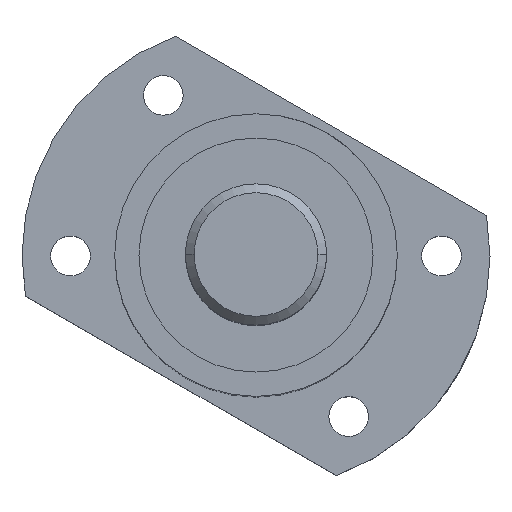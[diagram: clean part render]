
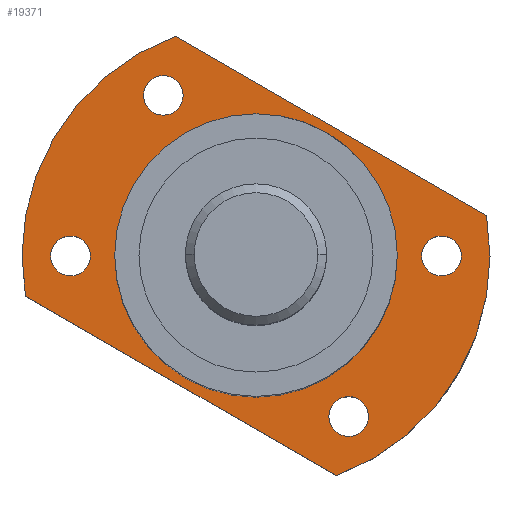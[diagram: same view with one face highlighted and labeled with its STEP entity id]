
A CAD part, top view. The second image highlights one B-rep face of the part: STEP entity #19371.
In plain terms, the highlighted planar face has unit normal (0, 0, 1).
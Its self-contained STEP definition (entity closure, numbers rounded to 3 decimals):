
#61 = EDGE_CURVE ( 'NONE', #3110, #3509, #15269, .T. ) ;
#166 = CARTESIAN_POINT ( 'NONE',  ( -16., 54.969, 132.82 ) ) ;
#344 = CARTESIAN_POINT ( 'NONE',  ( -10.5, 73.155, 132.82 ) ) ;
#424 = EDGE_LOOP ( 'NONE', ( #24156, #20767, #20259, #22122 ) ) ;
#564 = DIRECTION ( 'NONE',  ( 0.866, -0.5, 0. ) ) ;
#1177 = DIRECTION ( 'NONE',  ( 0., 0., 1. ) ) ;
#1191 = CIRCLE ( 'NONE', #22727, 26.5 ) ;
#1479 = CARTESIAN_POINT ( 'NONE',  ( 0., 54.969, 132.82 ) ) ;
#1686 = CARTESIAN_POINT ( 'NONE',  ( -21., 54.969, 132.82 ) ) ;
#1757 = EDGE_LOOP ( 'NONE', ( #13167, #18504 ) ) ;
#2639 = CARTESIAN_POINT ( 'NONE',  ( 21., 52.719, 132.82 ) ) ;
#2781 = VERTEX_POINT ( 'NONE', #166 ) ;
#2876 = DIRECTION ( 'NONE',  ( 0., 1., 0. ) ) ;
#3074 = CARTESIAN_POINT ( 'NONE',  ( -10.5, 73.155, 132.82 ) ) ;
#3110 = VERTEX_POINT ( 'NONE', #22231 ) ;
#3181 = CIRCLE ( 'NONE', #17352, 2.25 ) ;
#3445 = DIRECTION ( 'NONE',  ( 0., 0., 1. ) ) ;
#3509 = VERTEX_POINT ( 'NONE', #26033 ) ;
#3711 = CARTESIAN_POINT ( 'NONE',  ( 13.75, 78.785, 132.82 ) ) ;
#3960 = AXIS2_PLACEMENT_3D ( 'NONE', #26840, #1177, #14059 ) ;
#4252 = ORIENTED_EDGE ( 'NONE', *, *, #26291, .T. ) ;
#4253 = EDGE_CURVE ( 'NONE', #13257, #22355, #21299, .T. ) ;
#4387 = DIRECTION ( 'NONE',  ( 0., 0., -1. ) ) ;
#4504 = VECTOR ( 'NONE', #24511, 1000. ) ;
#4526 = EDGE_LOOP ( 'NONE', ( #4252, #18876 ) ) ;
#4727 = EDGE_CURVE ( 'NONE', #23314, #2781, #25960, .T. ) ;
#4734 = DIRECTION ( 'NONE',  ( 0., 0., -1. ) ) ;
#4863 = CARTESIAN_POINT ( 'NONE',  ( 21., 57.219, 132.82 ) ) ;
#4921 = CARTESIAN_POINT ( 'NONE',  ( 21., 54.969, 132.82 ) ) ;
#5240 = AXIS2_PLACEMENT_3D ( 'NONE', #1479, #3445, #14280 ) ;
#5371 = AXIS2_PLACEMENT_3D ( 'NONE', #3711, #12330, #18651 ) ;
#5439 = AXIS2_PLACEMENT_3D ( 'NONE', #23675, #4387, #19118 ) ;
#5490 = CIRCLE ( 'NONE', #26134, 2.25 ) ;
#6067 = CARTESIAN_POINT ( 'NONE',  ( 9.105, 30.082, 132.82 ) ) ;
#6599 = DIRECTION ( 'NONE',  ( 0., 1., 0. ) ) ;
#6605 = FACE_BOUND ( 'NONE', #1757, .T. ) ;
#6825 = AXIS2_PLACEMENT_3D ( 'NONE', #18571, #20778, #20607 ) ;
#7138 = DIRECTION ( 'NONE',  ( 0., 0., -1. ) ) ;
#7487 = AXIS2_PLACEMENT_3D ( 'NONE', #344, #23662, #6599 ) ;
#7535 = CARTESIAN_POINT ( 'NONE',  ( -10.5, 75.405, 132.82 ) ) ;
#7571 = CARTESIAN_POINT ( 'NONE',  ( -21., 52.719, 132.82 ) ) ;
#7717 = VERTEX_POINT ( 'NONE', #14039 ) ;
#9028 = CIRCLE ( 'NONE', #6825, 2.25 ) ;
#10200 = DIRECTION ( 'NONE',  ( 0., 1., 0. ) ) ;
#10581 = CIRCLE ( 'NONE', #3960, 26.5 ) ;
#11239 = EDGE_CURVE ( 'NONE', #26405, #12251, #1191, .T. ) ;
#11688 = DIRECTION ( 'NONE',  ( 0., 1., 0. ) ) ;
#11827 = DIRECTION ( 'NONE',  ( 0., 0., 1. ) ) ;
#12251 = VERTEX_POINT ( 'NONE', #19999 ) ;
#12277 = DIRECTION ( 'NONE',  ( 0., 1., 0. ) ) ;
#12330 = DIRECTION ( 'NONE',  ( 0., 0., 1. ) ) ;
#12496 = ORIENTED_EDGE ( 'NONE', *, *, #14071, .F. ) ;
#12777 = AXIS2_PLACEMENT_3D ( 'NONE', #1686, #16509, #10200 ) ;
#12874 = LINE ( 'NONE', #14084, #4504 ) ;
#13167 = ORIENTED_EDGE ( 'NONE', *, *, #13957, .T. ) ;
#13257 = VERTEX_POINT ( 'NONE', #7571 ) ;
#13335 = CARTESIAN_POINT ( 'NONE',  ( 21., 54.969, 132.82 ) ) ;
#13686 = EDGE_CURVE ( 'NONE', #27305, #26405, #22362, .T. ) ;
#13938 = CARTESIAN_POINT ( 'NONE',  ( 0., 54.969, 132.82 ) ) ;
#13957 = EDGE_CURVE ( 'NONE', #22355, #13257, #9028, .T. ) ;
#14039 = CARTESIAN_POINT ( 'NONE',  ( -10.5, 70.905, 132.82 ) ) ;
#14059 = DIRECTION ( 'NONE',  ( 0., 1., 0. ) ) ;
#14071 = EDGE_CURVE ( 'NONE', #2781, #23314, #22020, .T. ) ;
#14084 = CARTESIAN_POINT ( 'NONE',  ( 26.105, 59.527, 132.82 ) ) ;
#14280 = DIRECTION ( 'NONE',  ( 1., 0., 0. ) ) ;
#14893 = EDGE_LOOP ( 'NONE', ( #16364, #23167 ) ) ;
#15057 = VECTOR ( 'NONE', #564, 1000. ) ;
#15269 = CIRCLE ( 'NONE', #5439, 2.25 ) ;
#15842 = ORIENTED_EDGE ( 'NONE', *, *, #22342, .T. ) ;
#15934 = ORIENTED_EDGE ( 'NONE', *, *, #27174, .T. ) ;
#15951 = FACE_OUTER_BOUND ( 'NONE', #424, .T. ) ;
#15977 = VERTEX_POINT ( 'NONE', #7535 ) ;
#15983 = AXIS2_PLACEMENT_3D ( 'NONE', #27003, #25277, #12277 ) ;
#16364 = ORIENTED_EDGE ( 'NONE', *, *, #25111, .T. ) ;
#16369 = EDGE_LOOP ( 'NONE', ( #23479, #12496 ) ) ;
#16490 = PLANE ( 'NONE',  #5371 ) ;
#16509 = DIRECTION ( 'NONE',  ( 0., 0., -1. ) ) ;
#16917 = CIRCLE ( 'NONE', #7487, 2.25 ) ;
#17352 = AXIS2_PLACEMENT_3D ( 'NONE', #4921, #7138, #2876 ) ;
#17574 = AXIS2_PLACEMENT_3D ( 'NONE', #13938, #11827, #26430 ) ;
#18047 = EDGE_LOOP ( 'NONE', ( #15842, #15934 ) ) ;
#18504 = ORIENTED_EDGE ( 'NONE', *, *, #4253, .T. ) ;
#18571 = CARTESIAN_POINT ( 'NONE',  ( -21., 54.969, 132.82 ) ) ;
#18642 = FACE_BOUND ( 'NONE', #4526, .T. ) ;
#18651 = DIRECTION ( 'NONE',  ( 0., -1., 0. ) ) ;
#18876 = ORIENTED_EDGE ( 'NONE', *, *, #61, .T. ) ;
#19066 = CARTESIAN_POINT ( 'NONE',  ( 16., 54.969, 132.82 ) ) ;
#19118 = DIRECTION ( 'NONE',  ( 0., 1., 0. ) ) ;
#19371 = ADVANCED_FACE ( 'NONE', ( #26642, #18642, #19611, #6605, #23629, #15951 ), #16490, .T. ) ;
#19593 = CARTESIAN_POINT ( 'NONE',  ( -26.105, 50.411, 132.82 ) ) ;
#19611 = FACE_BOUND ( 'NONE', #14893, .T. ) ;
#19655 = DIRECTION ( 'NONE',  ( 0., 1., 0. ) ) ;
#19999 = CARTESIAN_POINT ( 'NONE',  ( 26.105, 59.527, 132.82 ) ) ;
#20153 = CIRCLE ( 'NONE', #21616, 2.25 ) ;
#20259 = ORIENTED_EDGE ( 'NONE', *, *, #11239, .T. ) ;
#20607 = DIRECTION ( 'NONE',  ( 0., 1., 0. ) ) ;
#20767 = ORIENTED_EDGE ( 'NONE', *, *, #13686, .T. ) ;
#20775 = CARTESIAN_POINT ( 'NONE',  ( -9.105, 79.856, 132.82 ) ) ;
#20778 = DIRECTION ( 'NONE',  ( 0., 0., -1. ) ) ;
#21299 = CIRCLE ( 'NONE', #12777, 2.25 ) ;
#21616 = AXIS2_PLACEMENT_3D ( 'NONE', #13335, #4734, #19655 ) ;
#21829 = CIRCLE ( 'NONE', #15983, 2.25 ) ;
#21925 = DIRECTION ( 'NONE',  ( 0., 1., 0. ) ) ;
#22020 = CIRCLE ( 'NONE', #5240, 16. ) ;
#22122 = ORIENTED_EDGE ( 'NONE', *, *, #26384, .T. ) ;
#22231 = CARTESIAN_POINT ( 'NONE',  ( 10.5, 34.532, 132.82 ) ) ;
#22342 = EDGE_CURVE ( 'NONE', #15977, #7717, #16917, .T. ) ;
#22355 = VERTEX_POINT ( 'NONE', #23743 ) ;
#22362 = LINE ( 'NONE', #19593, #15057 ) ;
#22727 = AXIS2_PLACEMENT_3D ( 'NONE', #24074, #23892, #21925 ) ;
#23167 = ORIENTED_EDGE ( 'NONE', *, *, #25225, .T. ) ;
#23314 = VERTEX_POINT ( 'NONE', #19066 ) ;
#23479 = ORIENTED_EDGE ( 'NONE', *, *, #4727, .F. ) ;
#23629 = FACE_BOUND ( 'NONE', #18047, .T. ) ;
#23662 = DIRECTION ( 'NONE',  ( 0., 0., -1. ) ) ;
#23670 = EDGE_CURVE ( 'NONE', #26523, #27305, #10581, .T. ) ;
#23675 = CARTESIAN_POINT ( 'NONE',  ( 10.5, 36.782, 132.82 ) ) ;
#23743 = CARTESIAN_POINT ( 'NONE',  ( -21., 57.219, 132.82 ) ) ;
#23892 = DIRECTION ( 'NONE',  ( 0., 0., 1. ) ) ;
#24074 = CARTESIAN_POINT ( 'NONE',  ( 0., 54.969, 132.82 ) ) ;
#24156 = ORIENTED_EDGE ( 'NONE', *, *, #23670, .T. ) ;
#24406 = DIRECTION ( 'NONE',  ( 0., 0., -1. ) ) ;
#24511 = DIRECTION ( 'NONE',  ( -0.866, 0.5, 0. ) ) ;
#25111 = EDGE_CURVE ( 'NONE', #27633, #27578, #3181, .T. ) ;
#25225 = EDGE_CURVE ( 'NONE', #27578, #27633, #20153, .T. ) ;
#25277 = DIRECTION ( 'NONE',  ( 0., 0., -1. ) ) ;
#25960 = CIRCLE ( 'NONE', #17574, 16. ) ;
#26033 = CARTESIAN_POINT ( 'NONE',  ( 10.5, 39.032, 132.82 ) ) ;
#26134 = AXIS2_PLACEMENT_3D ( 'NONE', #3074, #24406, #11688 ) ;
#26246 = CARTESIAN_POINT ( 'NONE',  ( -26.105, 50.411, 132.82 ) ) ;
#26291 = EDGE_CURVE ( 'NONE', #3509, #3110, #21829, .T. ) ;
#26384 = EDGE_CURVE ( 'NONE', #12251, #26523, #12874, .T. ) ;
#26405 = VERTEX_POINT ( 'NONE', #6067 ) ;
#26430 = DIRECTION ( 'NONE',  ( 1., 0., 0. ) ) ;
#26523 = VERTEX_POINT ( 'NONE', #20775 ) ;
#26642 = FACE_BOUND ( 'NONE', #16369, .T. ) ;
#26840 = CARTESIAN_POINT ( 'NONE',  ( 0., 54.969, 132.82 ) ) ;
#27003 = CARTESIAN_POINT ( 'NONE',  ( 10.5, 36.782, 132.82 ) ) ;
#27174 = EDGE_CURVE ( 'NONE', #7717, #15977, #5490, .T. ) ;
#27305 = VERTEX_POINT ( 'NONE', #26246 ) ;
#27578 = VERTEX_POINT ( 'NONE', #2639 ) ;
#27633 = VERTEX_POINT ( 'NONE', #4863 ) ;
